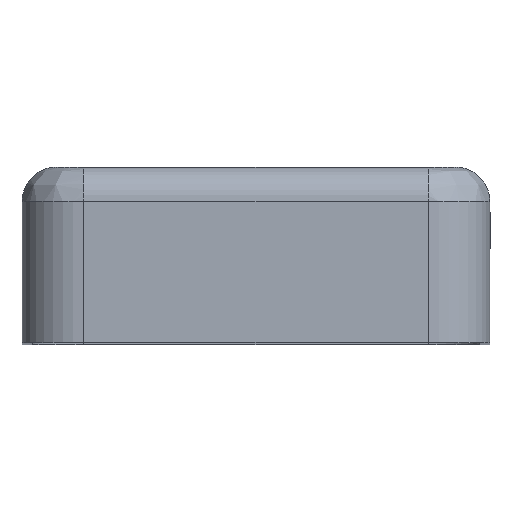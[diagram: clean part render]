
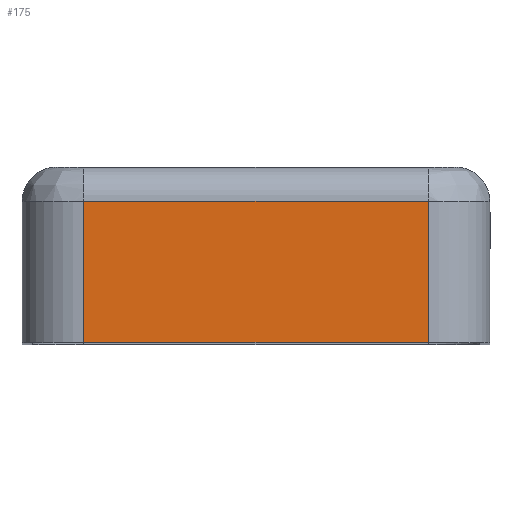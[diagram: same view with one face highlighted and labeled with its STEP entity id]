
A CAD part, top view. The second image highlights one B-rep face of the part: STEP entity #175.
In plain terms, the highlighted planar face has unit normal (0, 0, 1).
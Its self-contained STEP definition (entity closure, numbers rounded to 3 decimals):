
#175 = ADVANCED_FACE( 'NONE', ( #380 ), #381, .T. );
#380 = FACE_OUTER_BOUND( '', #705, .T. );
#381 = PLANE( '', #706 );
#705 = EDGE_LOOP( '', ( #1120, #1121, #1122, #1123 ) );
#706 = AXIS2_PLACEMENT_3D( '', #1124, #1125, #1126 );
#1120 = ORIENTED_EDGE( '', *, *, #1593, .T. );
#1121 = ORIENTED_EDGE( '', *, *, #1594, .F. );
#1122 = ORIENTED_EDGE( '', *, *, #1595, .F. );
#1123 = ORIENTED_EDGE( '', *, *, #1568, .T. );
#1124 = CARTESIAN_POINT( '', ( -5., 0., 20.6 ) );
#1125 = DIRECTION( '', ( 0., 0., 1. ) );
#1126 = DIRECTION( '', ( 1., 0., 0. ) );
#1568 = EDGE_CURVE( 'NONE', #1823, #1909, #1911, .T. );
#1593 = EDGE_CURVE( 'NONE', #1909, #1942, #1943, .T. );
#1594 = EDGE_CURVE( 'NONE', #1901, #1942, #1944, .T. );
#1595 = EDGE_CURVE( 'NONE', #1823, #1901, #1945, .T. );
#1823 = VERTEX_POINT( 'NONE', #2223 );
#1901 = VERTEX_POINT( 'NONE', #2318 );
#1909 = VERTEX_POINT( 'NONE', #2326 );
#1911 = LINE( '', #2328, #2329 );
#1942 = VERTEX_POINT( 'NONE', #2367 );
#1943 = LINE( '', #2368, #2369 );
#1944 = LINE( '', #2370, #2371 );
#1945 = LINE( '', #2372, #2373 );
#2223 = CARTESIAN_POINT( '', ( -5., -1., 20.6 ) );
#2318 = CARTESIAN_POINT( '', ( 5., -1., 20.6 ) );
#2326 = CARTESIAN_POINT( '', ( -5., -5.1, 20.6 ) );
#2328 = CARTESIAN_POINT( '', ( -5., 0., 20.6 ) );
#2329 = VECTOR( '', #2707, 1000. );
#2367 = CARTESIAN_POINT( '', ( 5., -5.1, 20.6 ) );
#2368 = CARTESIAN_POINT( '', ( -5., -5.1, 20.6 ) );
#2369 = VECTOR( '', #2742, 1000. );
#2370 = CARTESIAN_POINT( '', ( 5., 0., 20.6 ) );
#2371 = VECTOR( '', #2743, 1000. );
#2372 = CARTESIAN_POINT( '', ( -5., -1., 20.6 ) );
#2373 = VECTOR( '', #2744, 1000. );
#2707 = DIRECTION( '', ( 0., -1., 0. ) );
#2742 = DIRECTION( '', ( 1., 0., 0. ) );
#2743 = DIRECTION( '', ( 0., -1., 0. ) );
#2744 = DIRECTION( '', ( 1., 0., 0. ) );
